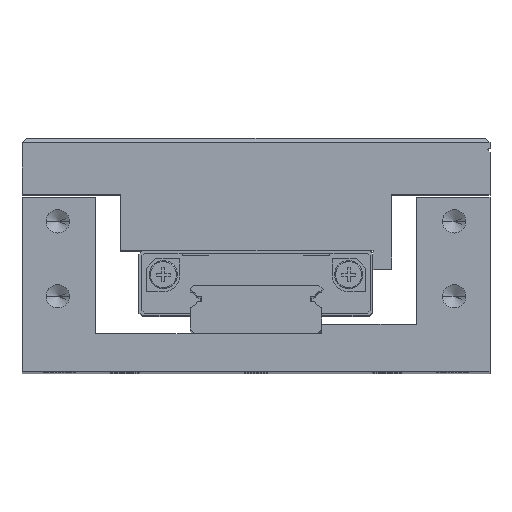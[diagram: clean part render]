
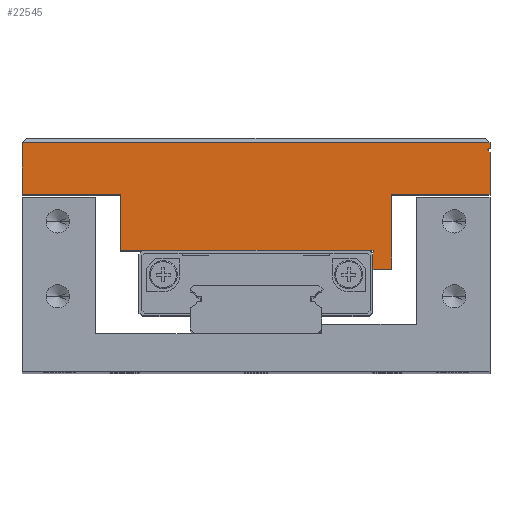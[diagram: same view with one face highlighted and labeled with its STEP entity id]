
A CAD part, top view. The second image highlights one B-rep face of the part: STEP entity #22545.
In plain terms, the highlighted face is planar.
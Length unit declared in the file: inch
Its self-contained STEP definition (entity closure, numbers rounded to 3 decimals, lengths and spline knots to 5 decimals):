
#549 = CARTESIAN_POINT ( 'NONE',  ( -0.49213, 0.01969, -1.01083 ) ) ;
#617 = VECTOR ( 'NONE', #2953, 39.37008 ) ;
#1236 = DIRECTION ( 'NONE',  ( 0., 1., 0. ) ) ;
#1715 = EDGE_CURVE ( 'NONE', #25158, #22248, #15884, .T. ) ;
#2066 = VECTOR ( 'NONE', #15332, 39.37008 ) ;
#2290 = CARTESIAN_POINT ( 'NONE',  ( -1.24016, 0.51181, -1.01083 ) ) ;
#2751 = CARTESIAN_POINT ( 'NONE',  ( -0.98425, 0.9252, -1.01083 ) ) ;
#2953 = DIRECTION ( 'NONE',  ( 0., -1., 0. ) ) ;
#3003 = CARTESIAN_POINT ( 'NONE',  ( 0.98425, 0.96457, -1.01083 ) ) ;
#3412 = LINE ( 'NONE', #21093, #19851 ) ;
#3652 = CARTESIAN_POINT ( 'NONE',  ( -0.47638, 0.51181, -1.01083 ) ) ;
#3754 = DIRECTION ( 'NONE',  ( 0., 1., 0. ) ) ;
#4213 = CARTESIAN_POINT ( 'NONE',  ( -0.97441, 0.93504, -1.01083 ) ) ;
#4469 = VECTOR ( 'NONE', #17026, 39.37008 ) ;
#4719 = ORIENTED_EDGE ( 'NONE', *, *, #8642, .T. ) ;
#5397 = VERTEX_POINT ( 'NONE', #12426 ) ;
#5561 = ORIENTED_EDGE ( 'NONE', *, *, #13556, .T. ) ;
#5753 = CARTESIAN_POINT ( 'NONE',  ( -0.98425, 0.98425, -1.01083 ) ) ;
#6198 = ORIENTED_EDGE ( 'NONE', *, *, #13394, .F. ) ;
#6213 = LINE ( 'NONE', #15055, #2066 ) ;
#6341 = DIRECTION ( 'NONE',  ( -1., 0., 0. ) ) ;
#6984 = ORIENTED_EDGE ( 'NONE', *, *, #8497, .T. ) ;
#7118 = VECTOR ( 'NONE', #14753, 39.37008 ) ;
#7543 = VERTEX_POINT ( 'NONE', #18897 ) ;
#8030 = ORIENTED_EDGE ( 'NONE', *, *, #18157, .T. ) ;
#8338 = LINE ( 'NONE', #5753, #16587 ) ;
#8365 = LINE ( 'NONE', #23900, #25315 ) ;
#8497 = EDGE_CURVE ( 'NONE', #9438, #15236, #8365, .T. ) ;
#8533 = DIRECTION ( 'NONE',  ( -1., 0., 0. ) ) ;
#8540 = DIRECTION ( 'NONE',  ( -1., 0., 0. ) ) ;
#8553 = ORIENTED_EDGE ( 'NONE', *, *, #23729, .T. ) ;
#8603 = ORIENTED_EDGE ( 'NONE', *, *, #22770, .T. ) ;
#8642 = EDGE_CURVE ( 'NONE', #12564, #26320, #14843, .T. ) ;
#9256 = LINE ( 'NONE', #2751, #10878 ) ;
#9438 = VERTEX_POINT ( 'NONE', #12091 ) ;
#9914 = LINE ( 'NONE', #11950, #11481 ) ;
#10668 = VERTEX_POINT ( 'NONE', #14560 ) ;
#10725 = EDGE_CURVE ( 'NONE', #23209, #7543, #3412, .T. ) ;
#10878 = VECTOR ( 'NONE', #18106, 39.37008 ) ;
#10961 = ORIENTED_EDGE ( 'NONE', *, *, #15977, .T. ) ;
#11481 = VECTOR ( 'NONE', #27195, 39.37008 ) ;
#11566 = EDGE_CURVE ( 'NONE', #26320, #10668, #25533, .T. ) ;
#11669 = VECTOR ( 'NONE', #8540, 39.37008 ) ;
#11868 = DIRECTION ( 'NONE',  ( 1., 0., 0. ) ) ;
#11950 = CARTESIAN_POINT ( 'NONE',  ( 0.57087, 0.98425, -1.01083 ) ) ;
#12091 = CARTESIAN_POINT ( 'NONE',  ( 0.98425, 0.74803, -1.01083 ) ) ;
#12306 = LINE ( 'NONE', #14765, #18356 ) ;
#12426 = CARTESIAN_POINT ( 'NONE',  ( -0.98425, 0.9252, -1.01083 ) ) ;
#12564 = VERTEX_POINT ( 'NONE', #20896 ) ;
#12717 = ORIENTED_EDGE ( 'NONE', *, *, #13723, .F. ) ;
#13138 = VECTOR ( 'NONE', #23757, 39.37008 ) ;
#13381 = EDGE_CURVE ( 'NONE', #15265, #10668, #22306, .T. ) ;
#13394 = EDGE_CURVE ( 'NONE', #20217, #7543, #24780, .T. ) ;
#13556 = EDGE_CURVE ( 'NONE', #16726, #23209, #18967, .T. ) ;
#13723 = EDGE_CURVE ( 'NONE', #9438, #15056, #24708, .T. ) ;
#13904 = DIRECTION ( 'NONE',  ( 0., 0., -1. ) ) ;
#14560 = CARTESIAN_POINT ( 'NONE',  ( -0.49213, 0.51181, -1.01083 ) ) ;
#14568 = CARTESIAN_POINT ( 'NONE',  ( -0.98425, 0.94488, -1.01083 ) ) ;
#14753 = DIRECTION ( 'NONE',  ( -1., 0., 0. ) ) ;
#14765 = CARTESIAN_POINT ( 'NONE',  ( -0.98425, 0.01969, -1.01083 ) ) ;
#14843 = LINE ( 'NONE', #19347, #4469 ) ;
#15055 = CARTESIAN_POINT ( 'NONE',  ( -1.24016, 0.96457, -1.01083 ) ) ;
#15056 = VERTEX_POINT ( 'NONE', #3003 ) ;
#15236 = VERTEX_POINT ( 'NONE', #20821 ) ;
#15265 = VERTEX_POINT ( 'NONE', #26051 ) ;
#15332 = DIRECTION ( 'NONE',  ( 1., 0., 0. ) ) ;
#15566 = CARTESIAN_POINT ( 'NONE',  ( -0.49213, 0.49606, -1.01083 ) ) ;
#15884 = LINE ( 'NONE', #25033, #19458 ) ;
#15977 = EDGE_CURVE ( 'NONE', #22248, #26233, #12306, .T. ) ;
#16063 = VECTOR ( 'NONE', #8533, 39.37008 ) ;
#16095 = FACE_OUTER_BOUND ( 'NONE', #22022, .T. ) ;
#16455 = ORIENTED_EDGE ( 'NONE', *, *, #26634, .T. ) ;
#16587 = VECTOR ( 'NONE', #26049, 39.37008 ) ;
#16726 = VERTEX_POINT ( 'NONE', #26495 ) ;
#16831 = CARTESIAN_POINT ( 'NONE',  ( -0.98425, 0.74803, -1.01083 ) ) ;
#17026 = DIRECTION ( 'NONE',  ( -1., 0., 0. ) ) ;
#17232 = CARTESIAN_POINT ( 'NONE',  ( -1.24016, 0.51181, -1.01083 ) ) ;
#17408 = ORIENTED_EDGE ( 'NONE', *, *, #1715, .T. ) ;
#17916 = ORIENTED_EDGE ( 'NONE', *, *, #28022, .T. ) ;
#18106 = DIRECTION ( 'NONE',  ( 0.707, 0.707, 0. ) ) ;
#18157 = EDGE_CURVE ( 'NONE', #20217, #5397, #8338, .T. ) ;
#18240 = DIRECTION ( 'NONE',  ( 0., 1., 0. ) ) ;
#18356 = VECTOR ( 'NONE', #3754, 39.37008 ) ;
#18389 = EDGE_CURVE ( 'NONE', #15236, #28149, #9914, .T. ) ;
#18437 = CARTESIAN_POINT ( 'NONE',  ( -0.98425, 0.96457, -1.01083 ) ) ;
#18883 = ORIENTED_EDGE ( 'NONE', *, *, #11566, .T. ) ;
#18897 = CARTESIAN_POINT ( 'NONE',  ( -0.57087, 0.74803, -1.01083 ) ) ;
#18967 = LINE ( 'NONE', #23615, #7118 ) ;
#19347 = CARTESIAN_POINT ( 'NONE',  ( -1.24016, 0.51181, -1.01083 ) ) ;
#19458 = VECTOR ( 'NONE', #20235, 39.37008 ) ;
#19528 = CARTESIAN_POINT ( 'NONE',  ( 0.98425, 0.01969, -1.01083 ) ) ;
#19851 = VECTOR ( 'NONE', #1236, 39.37008 ) ;
#20217 = VERTEX_POINT ( 'NONE', #16831 ) ;
#20235 = DIRECTION ( 'NONE',  ( -0.707, 0.707, 0. ) ) ;
#20821 = CARTESIAN_POINT ( 'NONE',  ( 0.57087, 0.74803, -1.01083 ) ) ;
#20896 = CARTESIAN_POINT ( 'NONE',  ( 0.47638, 0.51181, -1.01083 ) ) ;
#21093 = CARTESIAN_POINT ( 'NONE',  ( -0.57087, 0.98425, -1.01083 ) ) ;
#22022 = EDGE_LOOP ( 'NONE', ( #17408, #10961, #17916, #12717, #6984, #28041, #8603, #4719, #18883, #25800, #8553, #5561, #22217, #6198, #8030, #16455 ) ) ;
#22217 = ORIENTED_EDGE ( 'NONE', *, *, #10725, .T. ) ;
#22248 = VERTEX_POINT ( 'NONE', #14568 ) ;
#22306 = LINE ( 'NONE', #549, #22400 ) ;
#22400 = VECTOR ( 'NONE', #18240, 39.37008 ) ;
#22545 = ADVANCED_FACE ( 'NONE', ( #16095 ), #25255, .T. ) ;
#22770 = EDGE_CURVE ( 'NONE', #28149, #12564, #24483, .T. ) ;
#22927 = DIRECTION ( 'NONE',  ( -1., 0., 0. ) ) ;
#23209 = VERTEX_POINT ( 'NONE', #24034 ) ;
#23615 = CARTESIAN_POINT ( 'NONE',  ( -1.24016, 0.43307, -1.01083 ) ) ;
#23729 = EDGE_CURVE ( 'NONE', #15265, #16726, #26748, .T. ) ;
#23757 = DIRECTION ( 'NONE',  ( 0., 1., 0. ) ) ;
#23900 = CARTESIAN_POINT ( 'NONE',  ( -1.24016, 0.74803, -1.01083 ) ) ;
#24034 = CARTESIAN_POINT ( 'NONE',  ( -0.57087, 0.43307, -1.01083 ) ) ;
#24483 = LINE ( 'NONE', #2290, #11669 ) ;
#24708 = LINE ( 'NONE', #19528, #13138 ) ;
#24780 = LINE ( 'NONE', #27261, #26576 ) ;
#24956 = CARTESIAN_POINT ( 'NONE',  ( -1.24016, 0.98425, -1.01083 ) ) ;
#25033 = CARTESIAN_POINT ( 'NONE',  ( -0.97441, 0.93504, -1.01083 ) ) ;
#25158 = VERTEX_POINT ( 'NONE', #4213 ) ;
#25255 = PLANE ( 'NONE',  #26489 ) ;
#25315 = VECTOR ( 'NONE', #6341, 39.37008 ) ;
#25533 = LINE ( 'NONE', #17232, #16063 ) ;
#25764 = CARTESIAN_POINT ( 'NONE',  ( 0.57087, 0.51181, -1.01083 ) ) ;
#25800 = ORIENTED_EDGE ( 'NONE', *, *, #13381, .F. ) ;
#26049 = DIRECTION ( 'NONE',  ( 0., 1., 0. ) ) ;
#26051 = CARTESIAN_POINT ( 'NONE',  ( -0.49213, 0.49606, -1.01083 ) ) ;
#26233 = VERTEX_POINT ( 'NONE', #18437 ) ;
#26320 = VERTEX_POINT ( 'NONE', #3652 ) ;
#26489 = AXIS2_PLACEMENT_3D ( 'NONE', #24956, #13904, #22927 ) ;
#26495 = CARTESIAN_POINT ( 'NONE',  ( -0.49213, 0.43307, -1.01083 ) ) ;
#26576 = VECTOR ( 'NONE', #11868, 39.37008 ) ;
#26634 = EDGE_CURVE ( 'NONE', #5397, #25158, #9256, .T. ) ;
#26748 = LINE ( 'NONE', #15566, #617 ) ;
#27195 = DIRECTION ( 'NONE',  ( 0., -1., 0. ) ) ;
#27261 = CARTESIAN_POINT ( 'NONE',  ( -1.24016, 0.74803, -1.01083 ) ) ;
#28022 = EDGE_CURVE ( 'NONE', #26233, #15056, #6213, .T. ) ;
#28041 = ORIENTED_EDGE ( 'NONE', *, *, #18389, .T. ) ;
#28149 = VERTEX_POINT ( 'NONE', #25764 ) ;
